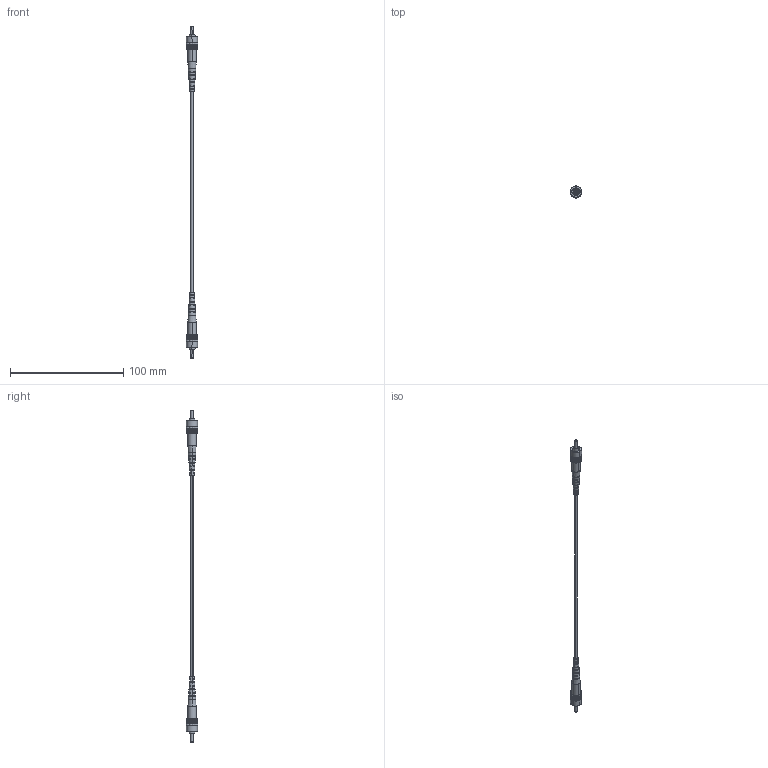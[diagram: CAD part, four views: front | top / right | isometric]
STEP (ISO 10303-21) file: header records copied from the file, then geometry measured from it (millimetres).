
FILE_DESCRIPTION (( 'STEP AP203' ), '1' );
FILE_NAME ('FCA-M3SR-STST_3D.STEP', '2021-10-04T18:38:05', ( '' ), ( '' ), 'SwSTEP 2.0', 'SolidWorks 2021', '' );
FILE_SCHEMA (( 'CONFIG_CONTROL_DESIGN' ));
Length unit declared in the file: inch
Products named in the file (6): 1AF05-007-MA2^1AF05-007_FCA-M3SR-STST; 1AF05-007^FCA-M3SR-STST; Fiber Coax^FCA-M3SR-STST; 1AF05-007-MA1^1AF05-007_FCA-M3SR-STST; FCA-M3SR-STST_3D; 1AF05-007-MA3^1AF05-007_FCA-M3SR-STST
Assembly tree (6 placements, depth 3):
  FCA-M3SR-STST_3D
    Fiber Coax^FCA-M3SR-STST
    1AF05-007^FCA-M3SR-STST  x2
      1AF05-007-MA1^1AF05-007_FCA-M3SR-STST
      1AF05-007-MA3^1AF05-007_FCA-M3SR-STST
      1AF05-007-MA2^1AF05-007_FCA-M3SR-STST
Bounding box: 10.3 x 10.3 x 293.12 mm (x, y, z)
Volume: 3504.7 mm3; surface area: 6772.7 mm2
Topology: 7 solids, 7 shells, 368 faces, 1080 edges, 716 vertices
Faces by surface type: plane 304, cylinder 36, cone 24, torus 4
Entity records: 7137 total; most frequent: CARTESIAN_POINT 1441, ORIENTED_EDGE 1086, DIRECTION 1023, EDGE_CURVE 543, VERTEX_POINT 360, VECTOR 343, LINE 343, AXIS2_PLACEMENT_3D 340
